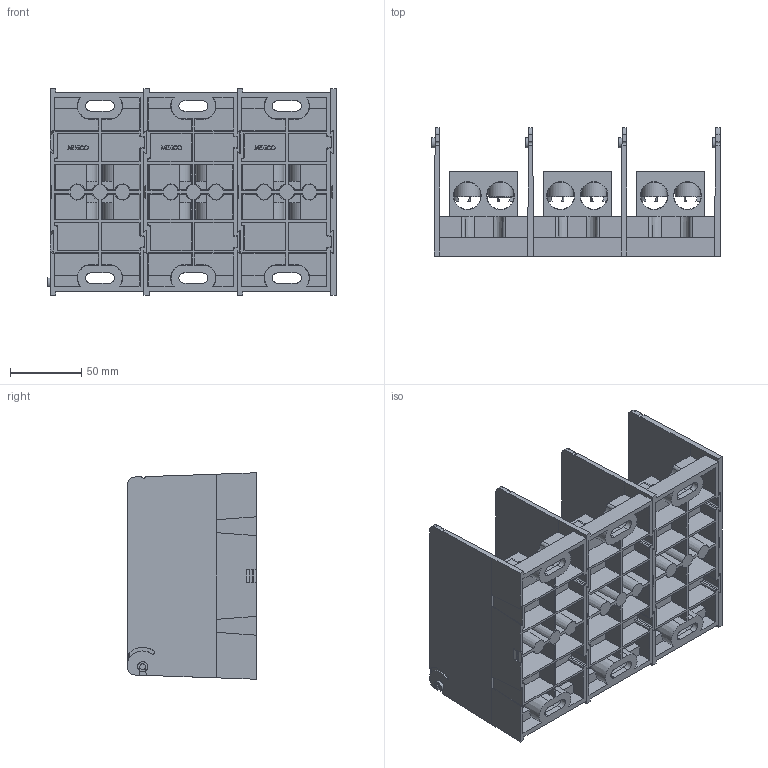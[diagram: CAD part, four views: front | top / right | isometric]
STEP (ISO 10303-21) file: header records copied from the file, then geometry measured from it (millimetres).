
FILE_DESCRIPTION (( 'STEP AP214' ), '1' );
FILE_NAME ('701993rev-3P.STEP', '2014-01-13T13:03:57', ( '' ), ( '' ), 'SwSTEP 2.0', 'SolidWorks 2013', '' );
FILE_SCHEMA (( 'AUTOMOTIVE_DESIGN' ));
Length unit declared in the file: inch
Products named in the file (1): 701993rev-3P
Bounding box: 202.31 x 90.17 x 144.78 mm (x, y, z)
Surface area: 276578.9 mm2 (no closed solid volume)
Topology: 0 solids, 19 shells, 783 faces, 2717 edges, 1938 vertices
Faces by surface type: plane 525, cylinder 145, cone 113
Full cylindrical faces by diameter (mm): 4.064 x1, 7.112 x1, 12.7 x6, 17.475 x12, 19.05 x12
Entity records: 41336 total; most frequent: CARTESIAN_POINT 9055, ORIENTED_EDGE 4383, DIRECTION 4157, EDGE_CURVE 2621, VERTEX_POINT 1915, LINE 1873, VECTOR 1873, AXIS2_PLACEMENT_3D 1142
